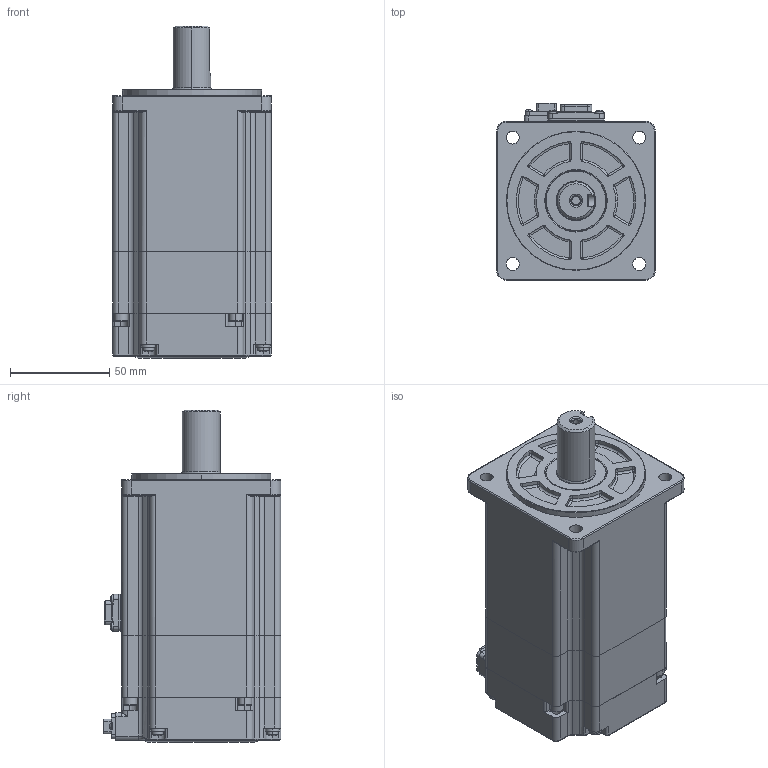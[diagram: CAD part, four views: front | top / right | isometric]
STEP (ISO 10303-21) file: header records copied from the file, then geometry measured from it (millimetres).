
FILE_DESCRIPTION (( 'STEP AP203' ), '1' );
FILE_NAME ('MS6H-80TH30BZ3-20P7.STEP', '2024-01-15T07:29:35', ( '' ), ( '' ), 'SwSTEP 2.0', 'SolidWorks 2022', '' );
FILE_SCHEMA (( 'CONFIG_CONTROL_DESIGN' ));
Length unit declared in the file: millimetre
Products named in the file (1): MS6H-80TH30BZ3-20P7
Bounding box: 80 x 89.3 x 167.1 mm (x, y, z)
Surface area: 61936.3 mm2 (no closed solid volume)
Topology: 0 solids, 29 shells, 881 faces, 2760 edges, 1865 vertices
Faces by surface type: plane 377, cylinder 318, torus 97, sphere 44, cone 27, bspline 18
Entity records: 31321 total; most frequent: CARTESIAN_POINT 6709, DIRECTION 5499, ORIENTED_EDGE 4523, EDGE_CURVE 2727, AXIS2_PLACEMENT_3D 1973, VERTEX_POINT 1853, LINE 1553, VECTOR 1553
